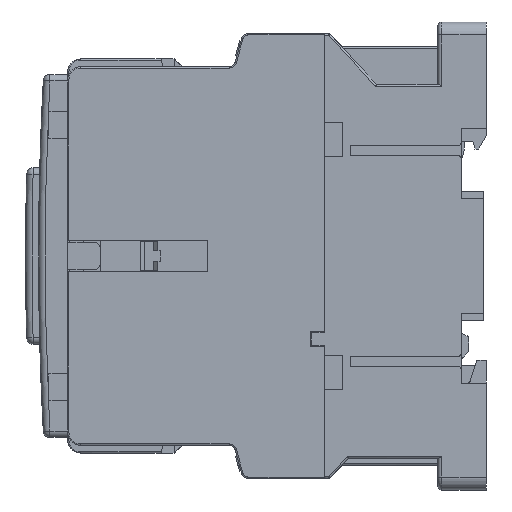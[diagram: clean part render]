
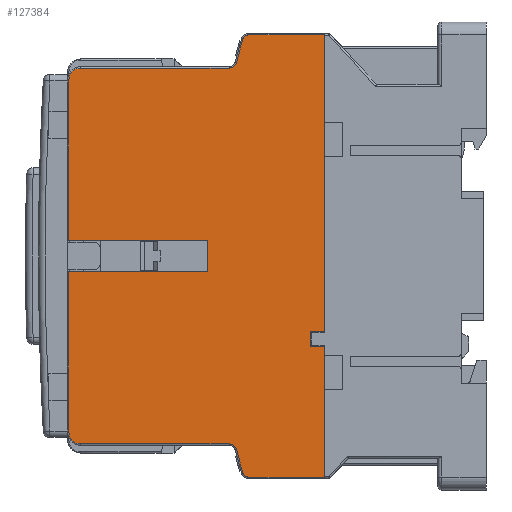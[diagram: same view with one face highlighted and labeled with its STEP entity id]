
A CAD part, left-side view. The second image highlights one B-rep face of the part: STEP entity #127384.
In plain terms, the highlighted planar face has unit normal (-1, 0, 0).
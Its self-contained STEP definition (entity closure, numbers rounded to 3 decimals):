
#106813=DIRECTION('',(0.,1.,0.));
#106814=VECTOR('',#106813,2.2);
#106815=CARTESIAN_POINT('',(-25.691,25.,-47.701));
#106816=LINE('',#106815,#106814);
#106827=DIRECTION('',(0.,0.,-1.));
#106828=VECTOR('',#106827,2.4);
#106829=CARTESIAN_POINT('',(-25.691,27.2,-47.701));
#106830=LINE('',#106829,#106828);
#106848=DIRECTION('',(0.,-1.,0.));
#106849=VECTOR('',#106848,2.2);
#106850=CARTESIAN_POINT('',(-25.691,27.2,-50.101));
#106851=LINE('',#106850,#106849);
#106869=CARTESIAN_POINT('',(-25.691,39.708,
-66.301));
#106870=DIRECTION('',(1.,0.,0.));
#106871=DIRECTION('',(0.,0.,1.));
#106872=AXIS2_PLACEMENT_3D('',#106869,#106870,#106871);
#106877=CARTESIAN_POINT('',(-25.691,62.6,-63.301));
#106878=DIRECTION('',(-1.,0.,0.));
#106879=DIRECTION('',(0.,1.,0.));
#106880=AXIS2_PLACEMENT_3D('',#106877,#106878,#106879);
#106885=CARTESIAN_POINT('',(-25.691,62.6,-8.901));
#106886=DIRECTION('',(-1.,0.,0.));
#106887=DIRECTION('',(0.,0.,1.));
#106888=AXIS2_PLACEMENT_3D('',#106885,#106886,#106887);
#106893=CARTESIAN_POINT('',(-25.691,39.708,
-5.901));
#106894=DIRECTION('',(1.,0.,0.));
#106895=DIRECTION('',(0.,-0.966,-0.259));
#106896=AXIS2_PLACEMENT_3D('',#106893,#106894,#106895);
#106901=DIRECTION('',(0.,0.259,-0.966));
#106902=VECTOR('',#106901,3.745);
#106903=CARTESIAN_POINT('',(-25.691,37.58,
-2.594));
#106904=LINE('',#106903,#106902);
#106908=CARTESIAN_POINT('',(-25.691,36.807,
-2.801));
#106909=DIRECTION('',(-1.,0.,0.));
#106910=DIRECTION('',(0.,0.,1.));
#106911=AXIS2_PLACEMENT_3D('',#106908,#106909,#106910);
#106916=DIRECTION('',(0.,0.,1.));
#106917=VECTOR('',#106916,45.7);
#106918=CARTESIAN_POINT('',(-25.691,25.,-47.701));
#106919=LINE('',#106918,#106917);
#106923=DIRECTION('',(0.,0.,1.));
#106924=VECTOR('',#106923,20.1);
#106925=CARTESIAN_POINT('',(-25.691,25.,-70.201));
#106926=LINE('',#106925,#106924);
#106930=CARTESIAN_POINT('',(-25.691,36.807,
-69.401));
#106931=DIRECTION('',(-1.,0.,0.));
#106932=DIRECTION('',(0.,0.966,-0.259));
#106933=AXIS2_PLACEMENT_3D('',#106930,#106931,#106932);
#106938=DIRECTION('',(0.,-0.259,
-0.966));
#106939=VECTOR('',#106938,3.745);
#106940=CARTESIAN_POINT('',(-25.691,38.549,
-65.99));
#106941=LINE('',#106940,#106939);
#106969=DIRECTION('',(0.,1.,0.));
#106970=VECTOR('',#106969,22.892);
#106971=CARTESIAN_POINT('',(-25.691,39.708,
-65.101));
#106972=LINE('',#106971,#106970);
#107007=DIRECTION('',(0.,0.,1.));
#107008=VECTOR('',#107007,24.8);
#107009=CARTESIAN_POINT('',(-25.691,64.4,
-63.301));
#107010=LINE('',#107009,#107008);
#107035=DIRECTION('',(0.,-1.,0.));
#107036=VECTOR('',#107035,21.3);
#107037=CARTESIAN_POINT('',(-25.691,64.4,-38.501));
#107038=LINE('',#107037,#107036);
#107086=DIRECTION('',(0.,1.,0.));
#107087=VECTOR('',#107086,21.3);
#107088=CARTESIAN_POINT('',(-25.691,43.1,-33.701));
#107089=LINE('',#107088,#107087);
#107107=DIRECTION('',(0.,0.,1.));
#107108=VECTOR('',#107107,24.8);
#107109=CARTESIAN_POINT('',(-25.691,64.4,-33.701));
#107110=LINE('',#107109,#107108);
#107388=DIRECTION('',(0.,-1.,0.));
#107389=VECTOR('',#107388,22.892);
#107390=CARTESIAN_POINT('',(-25.691,62.6,
-7.101));
#107391=LINE('',#107390,#107389);
#107485=DIRECTION('',(0.,-1.,0.));
#107486=VECTOR('',#107485,11.807);
#107487=CARTESIAN_POINT('',(-25.691,36.807,
-2.001));
#107488=LINE('',#107487,#107486);
#111014=DIRECTION('',(0.,1.,0.));
#111015=VECTOR('',#111014,11.807);
#111016=CARTESIAN_POINT('',(-25.691,25.,-70.201));
#111017=LINE('',#111016,#111015);
#114779=DIRECTION('',(0.,0.,1.));
#114780=VECTOR('',#114779,4.8);
#114781=CARTESIAN_POINT('',(-25.691,43.1,-38.501));
#114782=LINE('',#114781,#114780);
#122086=CARTESIAN_POINT('',(-25.691,64.4,-38.501));
#122087=CARTESIAN_POINT('',(-25.691,43.1,-38.501));
#122088=VERTEX_POINT('',#122086);
#122089=VERTEX_POINT('',#122087);
#122090=CARTESIAN_POINT('',(-25.691,39.708,
-65.101));
#122091=CARTESIAN_POINT('',(-25.691,62.6,
-65.101));
#122092=VERTEX_POINT('',#122090);
#122093=VERTEX_POINT('',#122091);
#122109=CARTESIAN_POINT('',(-25.691,39.708,
-7.101));
#122111=VERTEX_POINT('',#122109);
#122112=CARTESIAN_POINT('',(-25.691,62.6,
-7.101));
#122113=VERTEX_POINT('',#122112);
#122120=CARTESIAN_POINT('',(-25.691,38.549,
-65.99));
#122121=VERTEX_POINT('',#122120);
#122124=CARTESIAN_POINT('',(-25.691,25.,-2.001));
#122125=VERTEX_POINT('',#122124);
#122132=CARTESIAN_POINT('',(-25.691,37.58,
-2.594));
#122133=VERTEX_POINT('',#122132);
#122138=CARTESIAN_POINT('',(-25.691,37.58,
-69.608));
#122140=VERTEX_POINT('',#122138);
#122142=CARTESIAN_POINT('',(-25.691,64.4,
-63.301));
#122143=VERTEX_POINT('',#122142);
#122144=CARTESIAN_POINT('',(-25.691,38.549,
-6.211));
#122146=VERTEX_POINT('',#122144);
#122150=CARTESIAN_POINT('',(-25.691,25.,-70.201));
#122152=VERTEX_POINT('',#122150);
#122154=CARTESIAN_POINT('',(-25.691,36.807,
-2.001));
#122155=VERTEX_POINT('',#122154);
#122156=CARTESIAN_POINT('',(-25.691,43.1,-33.701));
#122157=CARTESIAN_POINT('',(-25.691,64.4,-33.701));
#122158=VERTEX_POINT('',#122156);
#122159=VERTEX_POINT('',#122157);
#122160=CARTESIAN_POINT('',(-25.691,36.807,
-70.201));
#122161=VERTEX_POINT('',#122160);
#122162=CARTESIAN_POINT('',(-25.691,64.4,
-8.901));
#122163=VERTEX_POINT('',#122162);
#122549=CARTESIAN_POINT('',(-25.691,25.,-47.701));
#122550=VERTEX_POINT('',#122549);
#122559=CARTESIAN_POINT('',(-25.691,25.,-50.101));
#122560=VERTEX_POINT('',#122559);
#123644=CARTESIAN_POINT('',(-25.691,27.2,-50.101));
#123645=VERTEX_POINT('',#123644);
#123652=CARTESIAN_POINT('',(-25.691,27.2,-47.701));
#123653=VERTEX_POINT('',#123652);
#127338=CARTESIAN_POINT('',(-25.691,46.2,-36.101));
#127339=DIRECTION('',(-1.,0.,0.));
#127340=DIRECTION('',(0.,-1.,0.));
#127341=AXIS2_PLACEMENT_3D('',#127338,#127339,#127340);
#127342=PLANE('',#127341);
#127344=ORIENTED_EDGE('',*,*,#127343,.F.);
#127346=ORIENTED_EDGE('',*,*,#127345,.T.);
#127348=ORIENTED_EDGE('',*,*,#127347,.F.);
#127350=ORIENTED_EDGE('',*,*,#127349,.T.);
#127352=ORIENTED_EDGE('',*,*,#127351,.T.);
#127354=ORIENTED_EDGE('',*,*,#127353,.T.);
#127356=ORIENTED_EDGE('',*,*,#127355,.T.);
#127358=ORIENTED_EDGE('',*,*,#127357,.T.);
#127360=ORIENTED_EDGE('',*,*,#127359,.F.);
#127362=ORIENTED_EDGE('',*,*,#127361,.T.);
#127364=ORIENTED_EDGE('',*,*,#127363,.F.);
#127366=ORIENTED_EDGE('',*,*,#127365,.F.);
#127368=ORIENTED_EDGE('',*,*,#127367,.F.);
#127370=ORIENTED_EDGE('',*,*,#127369,.T.);
#127371=ORIENTED_EDGE('',*,*,#127173,.F.);
#127372=ORIENTED_EDGE('',*,*,#127280,.T.);
#127373=ORIENTED_EDGE('',*,*,#127302,.T.);
#127374=ORIENTED_EDGE('',*,*,#127323,.T.);
#127375=ORIENTED_EDGE('',*,*,#127236,.F.);
#127377=ORIENTED_EDGE('',*,*,#127376,.T.);
#127379=ORIENTED_EDGE('',*,*,#127378,.F.);
#127381=ORIENTED_EDGE('',*,*,#127380,.F.);
#127382=EDGE_LOOP('',(#127344,#127346,#127348,#127350,#127352,#127354,#127356,
#127358,#127360,#127362,#127364,#127366,#127368,#127370,#127371,#127372,#127373,
#127374,#127375,#127377,#127379,#127381));
#127383=FACE_OUTER_BOUND('',#127382,.F.);
#106873=CIRCLE('',#106872,1.2);
#106881=CIRCLE('',#106880,1.8);
#106889=CIRCLE('',#106888,1.8);
#106897=CIRCLE('',#106896,1.2);
#106912=CIRCLE('',#106911,0.8);
#106934=CIRCLE('',#106933,0.8);
#127173=EDGE_CURVE('',#122550,#122125,#106919,.T.);
#127236=EDGE_CURVE('',#122152,#122560,#106926,.T.);
#127280=EDGE_CURVE('',#122550,#123653,#106816,.T.);
#127302=EDGE_CURVE('',#123653,#123645,#106830,.T.);
#127323=EDGE_CURVE('',#123645,#122560,#106851,.T.);
#127343=EDGE_CURVE('',#122092,#122121,#106873,.T.);
#127345=EDGE_CURVE('',#122092,#122093,#106972,.T.);
#127347=EDGE_CURVE('',#122143,#122093,#106881,.T.);
#127349=EDGE_CURVE('',#122143,#122088,#107010,.T.);
#127351=EDGE_CURVE('',#122088,#122089,#107038,.T.);
#127353=EDGE_CURVE('',#122089,#122158,#114782,.T.);
#127355=EDGE_CURVE('',#122158,#122159,#107089,.T.);
#127357=EDGE_CURVE('',#122159,#122163,#107110,.T.);
#127359=EDGE_CURVE('',#122113,#122163,#106889,.T.);
#127361=EDGE_CURVE('',#122113,#122111,#107391,.T.);
#127363=EDGE_CURVE('',#122146,#122111,#106897,.T.);
#127365=EDGE_CURVE('',#122133,#122146,#106904,.T.);
#127367=EDGE_CURVE('',#122155,#122133,#106912,.T.);
#127369=EDGE_CURVE('',#122155,#122125,#107488,.T.);
#127376=EDGE_CURVE('',#122152,#122161,#111017,.T.);
#127378=EDGE_CURVE('',#122140,#122161,#106934,.T.);
#127380=EDGE_CURVE('',#122121,#122140,#106941,.T.);
#127384=ADVANCED_FACE('',(#127383),#127342,.T.);
